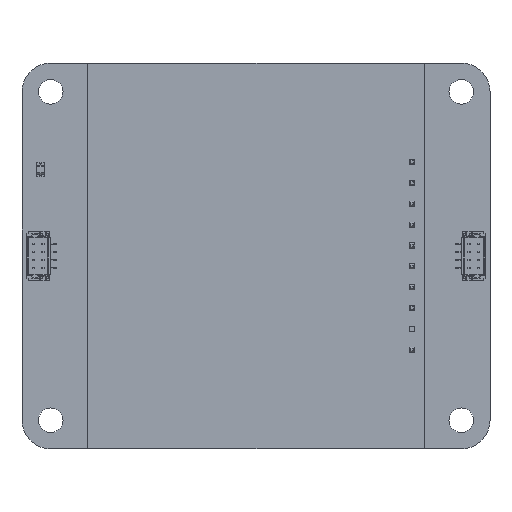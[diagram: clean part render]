
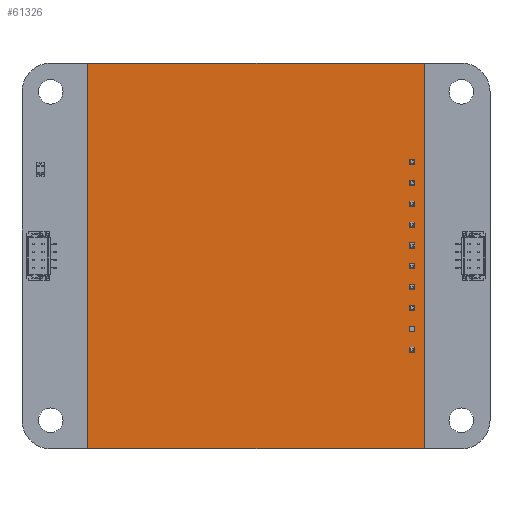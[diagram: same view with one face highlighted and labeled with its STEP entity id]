
A CAD part, top view. The second image highlights one B-rep face of the part: STEP entity #61326.
In plain terms, the highlighted planar face has unit normal (0, 0, 1).
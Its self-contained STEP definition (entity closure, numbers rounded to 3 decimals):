
#61165 = VERTEX_POINT('',#61166);
#61166 = CARTESIAN_POINT('',(-20.5,-23.5,2.));
#61172 = EDGE_CURVE('',#61165,#61173,#61175,.T.);
#61173 = VERTEX_POINT('',#61174);
#61174 = CARTESIAN_POINT('',(-20.5,23.5,2.));
#61175 = LINE('',#61176,#61177);
#61176 = CARTESIAN_POINT('',(-20.5,-23.5,2.));
#61177 = VECTOR('',#61178,1.);
#61178 = DIRECTION('',(0.,1.,0.));
#61203 = EDGE_CURVE('',#61173,#61204,#61206,.T.);
#61204 = VERTEX_POINT('',#61205);
#61205 = CARTESIAN_POINT('',(20.5,23.5,2.));
#61206 = LINE('',#61207,#61208);
#61207 = CARTESIAN_POINT('',(-20.5,23.5,2.));
#61208 = VECTOR('',#61209,1.);
#61209 = DIRECTION('',(1.,0.,0.));
#61234 = EDGE_CURVE('',#61204,#61235,#61237,.T.);
#61235 = VERTEX_POINT('',#61236);
#61236 = CARTESIAN_POINT('',(20.5,-23.5,2.));
#61237 = LINE('',#61238,#61239);
#61238 = CARTESIAN_POINT('',(20.5,23.5,2.));
#61239 = VECTOR('',#61240,1.);
#61240 = DIRECTION('',(0.,-1.,0.));
#61265 = EDGE_CURVE('',#61235,#61266,#61268,.T.);
#61266 = VERTEX_POINT('',#61267);
#61267 = CARTESIAN_POINT('',(-20.5,-23.5,2.));
#61268 = LINE('',#61269,#61270);
#61269 = CARTESIAN_POINT('',(20.5,-23.5,2.));
#61270 = VECTOR('',#61271,1.);
#61271 = DIRECTION('',(-1.,0.,0.));
#61296 = EDGE_CURVE('',#61266,#61165,#61297,.T.);
#61297 = LINE('',#61298,#61299);
#61298 = CARTESIAN_POINT('',(-20.5,-23.5,2.));
#61299 = VECTOR('',#61300,1.);
#61300 = DIRECTION('',(-0.447,0.894,0.));
#61326 = ADVANCED_FACE('',(#61327),#61334,.F.);
#61327 = FACE_BOUND('',#61328,.F.);
#61328 = EDGE_LOOP('',(#61329,#61330,#61331,#61332,#61333));
#61329 = ORIENTED_EDGE('',*,*,#61172,.T.);
#61330 = ORIENTED_EDGE('',*,*,#61203,.T.);
#61331 = ORIENTED_EDGE('',*,*,#61234,.T.);
#61332 = ORIENTED_EDGE('',*,*,#61265,.T.);
#61333 = ORIENTED_EDGE('',*,*,#61296,.T.);
#61334 = PLANE('',#61335);
#61335 = AXIS2_PLACEMENT_3D('',#61336,#61337,#61338);
#61336 = CARTESIAN_POINT('',(0.,0.,
    2.));
#61337 = DIRECTION('',(-0.,-0.,-1.));
#61338 = DIRECTION('',(-1.,0.,0.));
